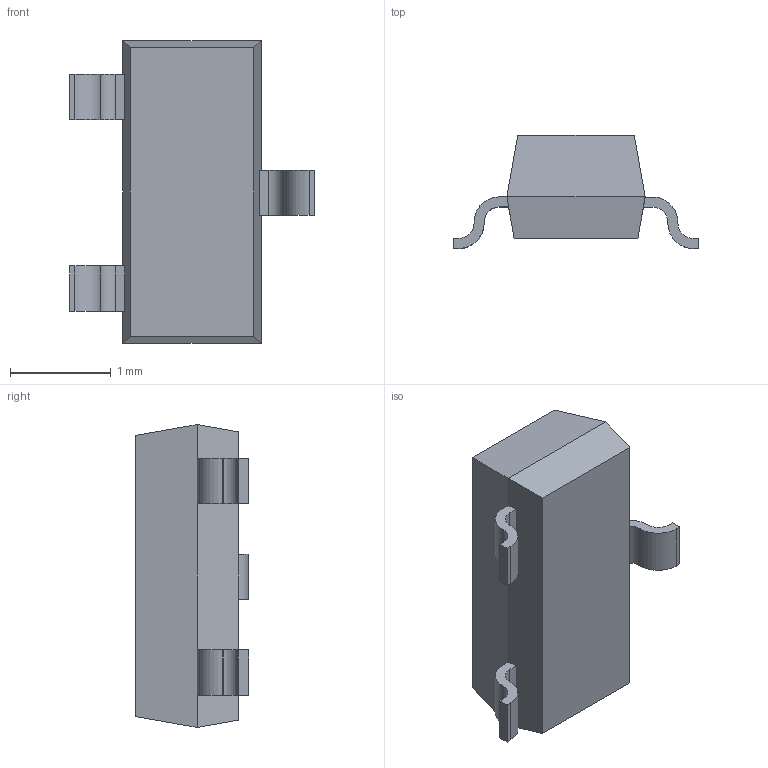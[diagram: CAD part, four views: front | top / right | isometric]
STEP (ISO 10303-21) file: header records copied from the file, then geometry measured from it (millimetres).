
FILE_DESCRIPTION (( 'STEP AP214' ), '1' );
FILE_NAME ('FMMT494TA.STEP', '2022-04-22T22:03:55', ( '' ), ( '' ), 'SwSTEP 2.0', 'SolidWorks 2017', '' );
FILE_SCHEMA (( 'AUTOMOTIVE_DESIGN' ));
Length unit declared in the file: millimetre
Products named in the file (1): FMMT494TA
Bounding box: 2.42 x 1.12 x 3 mm (x, y, z)
Volume: 3.9 mm3; surface area: 18.4 mm2
Topology: 5 solids, 5 shells, 59 faces, 140 edges, 92 vertices
Faces by surface type: plane 43, cylinder 16
Entity records: 1764 total; most frequent: DIRECTION 292, CARTESIAN_POINT 292, ORIENTED_EDGE 280, EDGE_CURVE 140, VECTOR 108, LINE 108, AXIS2_PLACEMENT_3D 92, VERTEX_POINT 92
